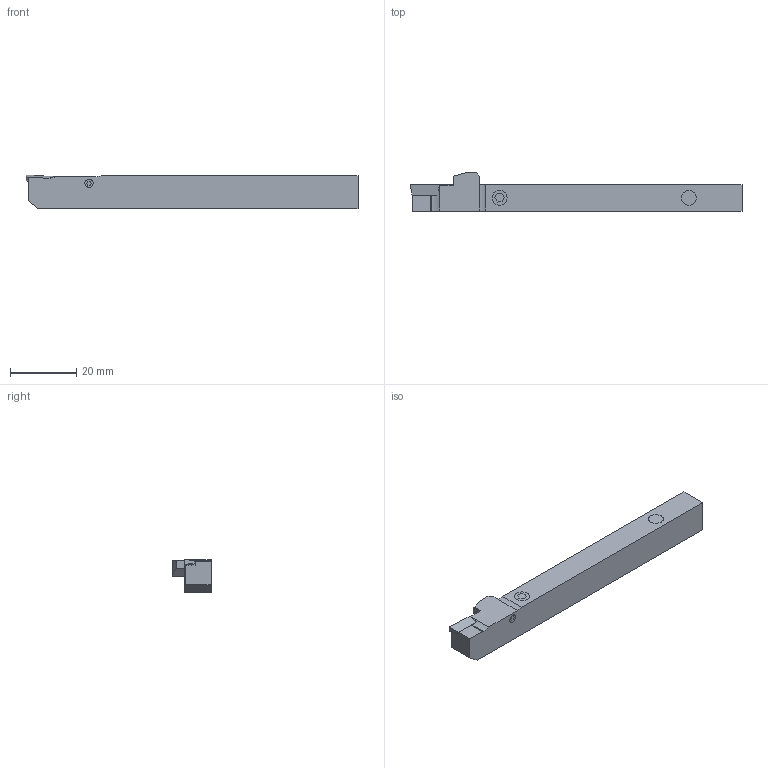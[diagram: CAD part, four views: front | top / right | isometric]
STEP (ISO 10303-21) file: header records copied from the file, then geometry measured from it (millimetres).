
FILE_DESCRIPTION (( 'STEP AP214' ), '1' );
FILE_NAME ('ISO-157-01.step', '2015-12-17T10:18:29', ( '' ), ( '' ), 'SwSTEP 2.0', 'SolidWorks 2015', '' );
FILE_SCHEMA (( 'AUTOMOTIVE_DESIGN' ));
Length unit declared in the file: millimetre
Products named in the file (1): ISO-157-01
Bounding box: 100 x 11.5 x 10.2 mm (x, y, z)
Volume: 7913 mm3; surface area: 3889.1 mm2
Topology: 1 solids, 1 shells, 59 faces, 186 edges, 136 vertices
Faces by surface type: plane 52, cylinder 7
Entity records: 2167 total; most frequent: CARTESIAN_POINT 391, ORIENTED_EDGE 372, DIRECTION 356, EDGE_CURVE 186, VERTEX_POINT 136, LINE 130, VECTOR 130, AXIS2_PLACEMENT_3D 113
